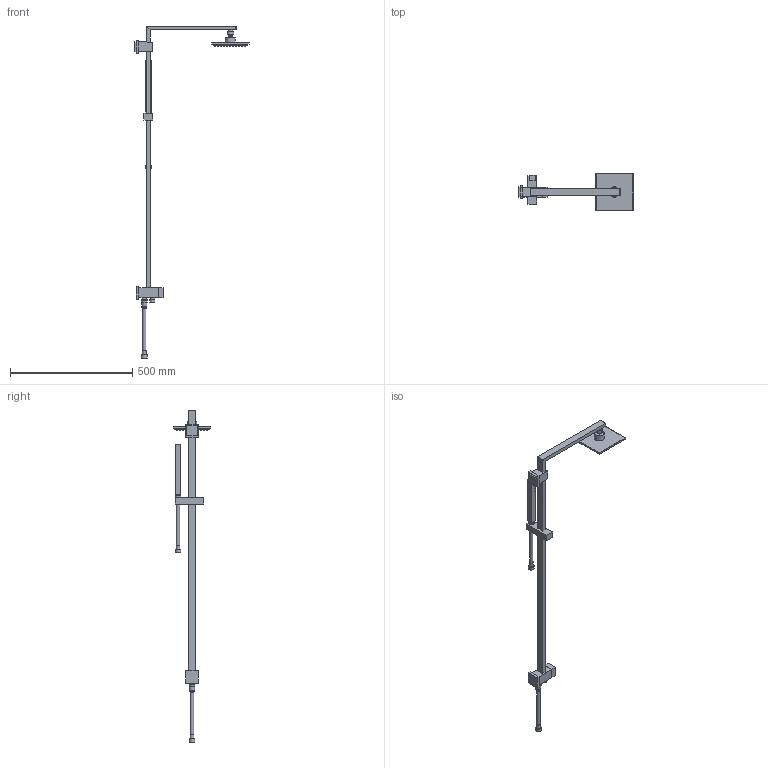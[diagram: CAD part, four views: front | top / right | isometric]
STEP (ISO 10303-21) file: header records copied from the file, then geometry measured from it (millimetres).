
FILE_DESCRIPTION(/* description */ ('Unknown'),/* implementation_level */ '2;1');
FILE_NAME(/* name */ '27696000',/* time_stamp */ '2022-09-09T13:18:57+02:00',/* author */ ('Unknown'),/* organization */ ('GROHE AG'),/* preprocessor_version */ 'ST-DEVELOPER v16.7',/* originating_system */ 'DEX',/* authorisation */ $);
FILE_SCHEMA (('AUTOMOTIVE_DESIGN {1 0 10303 214 3 1 1}'));
Length unit declared in the file: millimetre
Products named in the file (12): 27696000; 27696000_0; 27696000_1; 27696000_2; 27696000_3; 1_40; 27696000_4; 27696000_5; 27696000_6; id335; 1_32
Assembly tree (11 placements, depth 2):
  27696000
    27696000
    27696000_0
    27696000_1
    27696000_2
    27696000_3
    1_40
    27696000_4
    27696000_5
    27696000_6
    id335
    1_32
Bounding box: 466.19 x 152.4 x 1357.6 mm (x, y, z)
Volume: 596013.5 mm3; surface area: 344431.9 mm2
Topology: 9 solids, 180 shells, 432 faces, 760 edges, 517 vertices
Faces by surface type: plane 247, cylinder 174, cone 10, sphere 1
Full cylindrical faces by diameter (mm): 3 x32, 3.5 x120, 14 x2, 15 x4, 18 x3, 18.2 x1, 18.5 x1, 19.9 x2, 20.96 x3, 22.6 x2, 23 x2, 24.353 x1, 27 x1
Entity records: 9949 total; most frequent: DIRECTION 1774, CARTESIAN_POINT 1510, ORIENTED_EDGE 873, AXIS2_PLACEMENT_3D 802, EDGE_LOOP 621, FACE_BOUND 621, EDGE_CURVE 542, VERTEX_POINT 482
